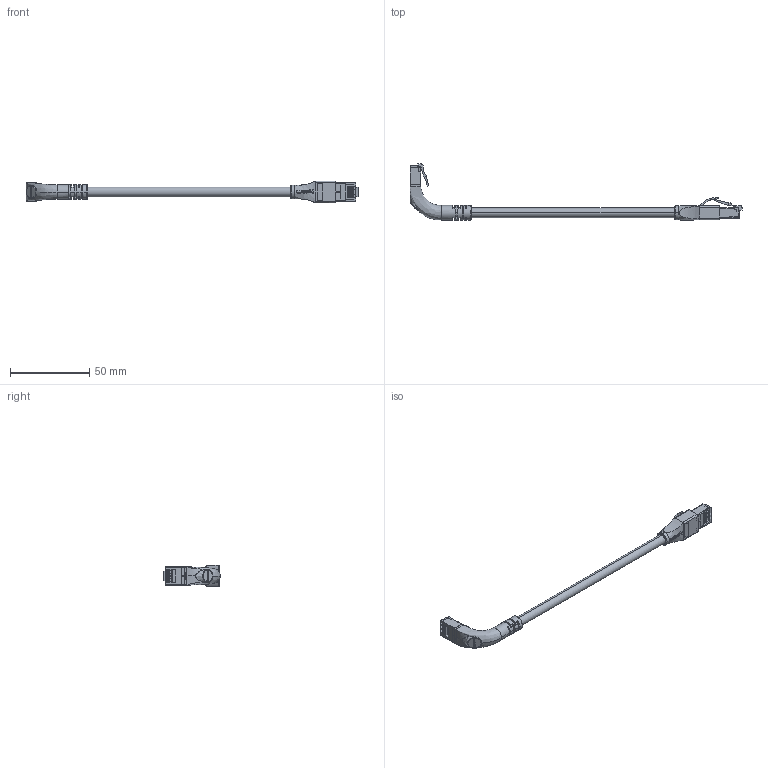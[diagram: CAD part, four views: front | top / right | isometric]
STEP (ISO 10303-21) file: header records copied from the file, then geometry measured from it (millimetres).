
FILE_DESCRIPTION (( 'STEP AP203' ), '1' );
FILE_NAME ('TRD695SRA1.step', '2013-02-14T16:43:14', ( 'x' ), ( '' ), 'SwSTEP 2.0', 'SolidWorks 2012', '' );
FILE_SCHEMA (( 'CONFIG_CONTROL_DESIGN' ));
Length unit declared in the file: inch
Products named in the file (14): TRD695SRA1; 1AY01-034_NEW LOGO, entry size not shown; 1AD03-013_crimped; TDS8PC5-MA3; 1AD03-013-MA4_crimped strain relief; 1AD03-013-MA1; 1AD03-013-MA2; 1AD03-013-MA3; TRD815SRA1-1_New Logo; TRD815SRA1-MA1; TRD815SRA1-MA2; MTN-441_with Global Connectivity logo; RA-RJ45-MA2_6" long
Assembly tree (20 placements, depth 4):
  TRD695SRA1
    RA-RJ45-MA2_6" long
    TRD815SRA1-1_New Logo
      MTN-441_with Global Connectivity logo
      TRD815SRA1-MA1
        TRD815SRA1-MA1
        TRD815SRA1-MA2
    1AD03-013_crimped
      1AD03-013-MA3
      1AD03-013-MA2
      1AD03-013-MA1
      1AD03-013-MA4_crimped strain relief
      TDS8PC5-MA3  x8
    1AY01-034_NEW LOGO, entry size not shown
Bounding box: 209.21 x 35.37 x 13.67 mm (x, y, z)
Volume: 5370 mm3; surface area: 15225.7 mm2
Topology: 17 solids, 17 shells, 1187 faces, 3419 edges, 2206 vertices
Faces by surface type: plane 817, cylinder 227, bspline 113, sphere 24, torus 6
Entity records: 39543 total; most frequent: CARTESIAN_POINT 11570, ORIENTED_EDGE 5942, DIRECTION 4857, EDGE_CURVE 2971, VECTOR 2077, LINE 2077, VERTEX_POINT 1922, AXIS2_PLACEMENT_3D 1390
